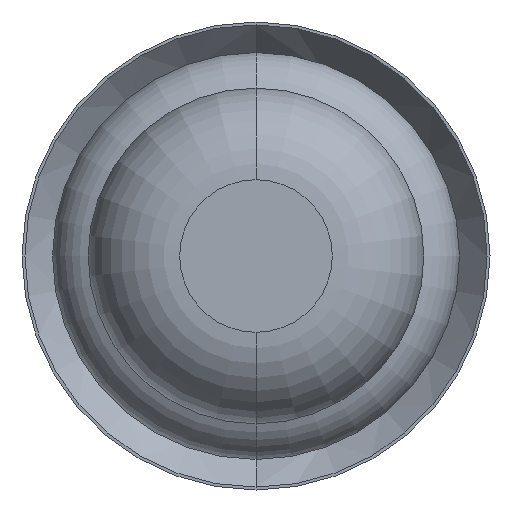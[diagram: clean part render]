
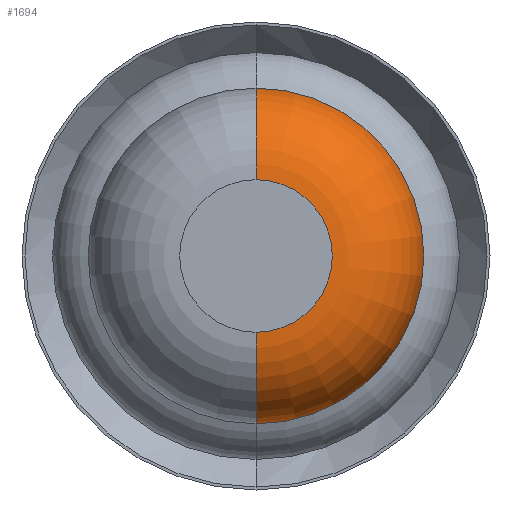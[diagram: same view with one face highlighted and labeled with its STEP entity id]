
A CAD part, front view. The second image highlights one B-rep face of the part: STEP entity #1694.
In plain terms, the highlighted toroidal (fillet/blend) face has major radius 0.375 mm and minor radius 0.45 mm.
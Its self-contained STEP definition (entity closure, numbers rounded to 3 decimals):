
#201 = AXIS2_PLACEMENT_3D ( 'NONE', #2441, #690, #5566 ) ;
#388 = VERTEX_POINT ( 'NONE', #916 ) ;
#456 = DIRECTION ( 'NONE',  ( 0., 0., 1. ) ) ;
#472 = CIRCLE ( 'NONE', #3828, 0.375 ) ;
#684 = VERTEX_POINT ( 'NONE', #1918 ) ;
#690 = DIRECTION ( 'NONE',  ( 0., 1., 0. ) ) ;
#772 = CARTESIAN_POINT ( 'NONE',  ( 0., -29.95, 0. ) ) ;
#916 = CARTESIAN_POINT ( 'NONE',  ( 0., -30.4, -0.375 ) ) ;
#1536 = TOROIDAL_SURFACE ( 'NONE', #1916, 0.375, 0.45 ) ;
#1684 = DIRECTION ( 'NONE',  ( 0., 1., 0. ) ) ;
#1694 = ADVANCED_FACE ( 'Defeature ausgef�hrt1_7', ( #2731 ), #1536, .T. ) ;
#1871 = DIRECTION ( 'NONE',  ( 1., 0., 0. ) ) ;
#1916 = AXIS2_PLACEMENT_3D ( 'NONE', #772, #1684, #2184 ) ;
#1918 = CARTESIAN_POINT ( 'NONE',  ( 0., -30.4, 0.375 ) ) ;
#2130 = EDGE_CURVE ( 'Defeature ausgef�hrt1_8+Defeature ausgef�hrt1_7+Defeature ausgef�hrt1_7+Defeature ausgef�hrt1_7', #3065, #4897, #2792, .T. ) ;
#2184 = DIRECTION ( 'NONE',  ( 0., 0., 1. ) ) ;
#2194 = CIRCLE ( 'NONE', #3016, 0.45 ) ;
#2241 = CARTESIAN_POINT ( 'NONE',  ( 0., -29.95, 0.375 ) ) ;
#2277 = CARTESIAN_POINT ( 'NONE',  ( 0., -29.95, -0.375 ) ) ;
#2441 = CARTESIAN_POINT ( 'NONE',  ( 0., -29.95, 0. ) ) ;
#2478 = ORIENTED_EDGE ( 'NONE', *, *, #2609, .T. ) ;
#2541 = CARTESIAN_POINT ( 'NONE',  ( 0., -30.4, 0. ) ) ;
#2596 = AXIS2_PLACEMENT_3D ( 'NONE', #2277, #1871, #5388 ) ;
#2609 = EDGE_CURVE ( 'NONE', #388, #4897, #3759, .T. ) ;
#2690 = DIRECTION ( 'NONE',  ( -1., 0., 0. ) ) ;
#2731 = FACE_OUTER_BOUND ( 'NONE', #5736, .T. ) ;
#2792 = CIRCLE ( 'NONE', #201, 0.825 ) ;
#2867 = EDGE_CURVE ( 'Defeature ausgef�hrt1_7+Defeature ausgef�hrt1_6+Defeature ausgef�hrt1_6+Defeature ausgef�hrt1_6', #684, #388, #472, .T. ) ;
#3016 = AXIS2_PLACEMENT_3D ( 'NONE', #2241, #2690, #456 ) ;
#3065 = VERTEX_POINT ( 'NONE', #5479 ) ;
#3442 = ORIENTED_EDGE ( 'NONE', *, *, #5665, .F. ) ;
#3600 = ORIENTED_EDGE ( 'NONE', *, *, #2867, .T. ) ;
#3759 = CIRCLE ( 'NONE', #2596, 0.45 ) ;
#3828 = AXIS2_PLACEMENT_3D ( 'NONE', #2541, #4797, #5249 ) ;
#4370 = ORIENTED_EDGE ( 'NONE', *, *, #2130, .F. ) ;
#4797 = DIRECTION ( 'NONE',  ( 0., 1., 0. ) ) ;
#4897 = VERTEX_POINT ( 'NONE', #5580 ) ;
#5249 = DIRECTION ( 'NONE',  ( 0., 0., 1. ) ) ;
#5388 = DIRECTION ( 'NONE',  ( 0., 0., -1. ) ) ;
#5479 = CARTESIAN_POINT ( 'NONE',  ( 0., -29.95, 0.825 ) ) ;
#5566 = DIRECTION ( 'NONE',  ( 0., 0., 1. ) ) ;
#5580 = CARTESIAN_POINT ( 'NONE',  ( 0., -29.95, -0.825 ) ) ;
#5665 = EDGE_CURVE ( 'NONE', #684, #3065, #2194, .T. ) ;
#5736 = EDGE_LOOP ( 'NONE', ( #3600, #2478, #4370, #3442 ) ) ;
